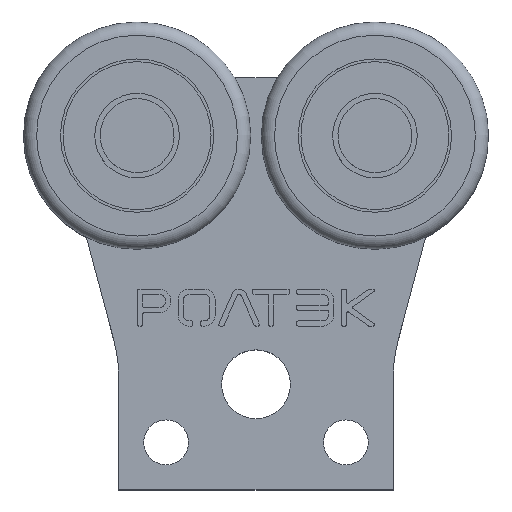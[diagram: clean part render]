
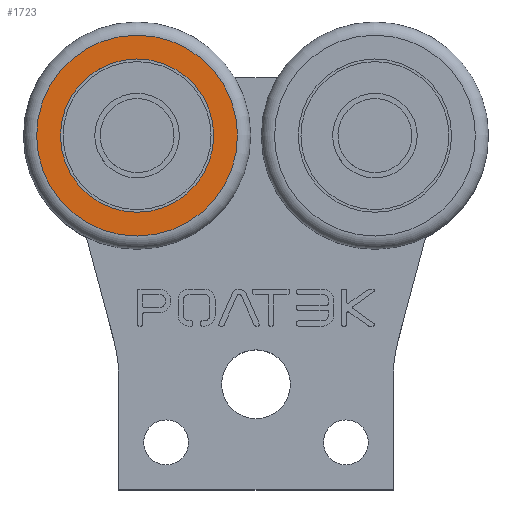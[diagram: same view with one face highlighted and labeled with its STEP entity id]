
A CAD part, top view. The second image highlights one B-rep face of the part: STEP entity #1723.
In plain terms, the highlighted planar face has unit normal (0, 0, 1).
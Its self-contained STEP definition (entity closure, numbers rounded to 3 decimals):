
#1723=ADVANCED_FACE('',(#3483,#3485),#3487,.F.);
#3483=FACE_BOUND('',#3484,.T.);
#3484=EDGE_LOOP('',(#4683));
#3485=FACE_BOUND('',#3486,.T.);
#3486=EDGE_LOOP('',(#4684));
#3487=PLANE('',#3488);
#3488=AXIS2_PLACEMENT_3D('',#3489,#3490,#3491);
#3489=CARTESIAN_POINT('',(-22.5,67.,27.));
#3490=DIRECTION('',(0.,0.,-1.));
#3491=DIRECTION('',(1.,0.006,0.));
#4683=ORIENTED_EDGE('',*,*,#5193,.F.);
#4684=ORIENTED_EDGE('',*,*,#5196,.T.);
#5193=EDGE_CURVE('',#5976,#5976,#5977,.T.);
#5196=EDGE_CURVE('',#5982,#5982,#5983,.T.);
#5976=VERTEX_POINT('',#7847);
#5977=CIRCLE('',#7848,19.);
#5982=VERTEX_POINT('',#7862);
#5983=CIRCLE('',#7863,14.5);
#7847=CARTESIAN_POINT('',(-3.5,67.115,27.));
#7848=AXIS2_PLACEMENT_3D('',#7849,#7850,#7851);
#7849=CARTESIAN_POINT('',(-22.5,67.,27.));
#7850=DIRECTION('',(0.,0.,-1.));
#7851=DIRECTION('',(1.,0.006,0.));
#7862=CARTESIAN_POINT('',(-8.,67.088,27.));
#7863=AXIS2_PLACEMENT_3D('',#7864,#7865,#7866);
#7864=CARTESIAN_POINT('',(-22.5,67.,27.));
#7865=DIRECTION('',(0.,0.,-1.));
#7866=DIRECTION('',(1.,0.006,0.));
